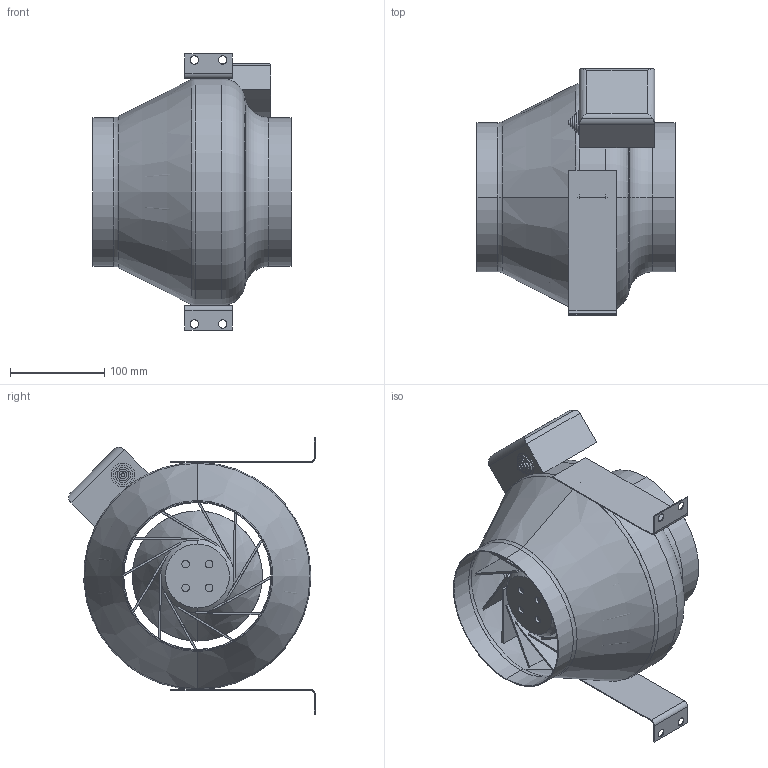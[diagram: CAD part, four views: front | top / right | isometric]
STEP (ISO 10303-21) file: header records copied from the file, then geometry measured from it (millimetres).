
FILE_DESCRIPTION (( 'STEP AP214' ), '1' );
FILE_NAME ('ERR 16-1.STEP', '2020-06-03T09:46:20', ( '' ), ( '' ), 'SwSTEP 2.0', 'SolidWorks 2017', '' );
FILE_SCHEMA (( 'AUTOMOTIVE_DESIGN' ));
Length unit declared in the file: millimetre
Products named in the file (1): ERR 16-1
Bounding box: 210 x 261.34 x 293 mm (x, y, z)
Volume: 1822418.8 mm3; surface area: 495640 mm2
Topology: 4 solids, 4 shells, 216 faces, 549 edges, 351 vertices
Faces by surface type: plane 107, cylinder 67, cone 26, torus 16
Entity records: 7192 total; most frequent: CARTESIAN_POINT 1880, ORIENTED_EDGE 1098, DIRECTION 1095, EDGE_CURVE 549, AXIS2_PLACEMENT_3D 400, VERTEX_POINT 351, VECTOR 295, LINE 295
